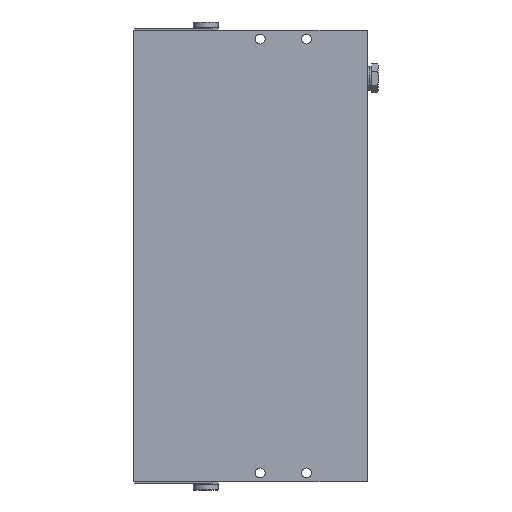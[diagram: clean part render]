
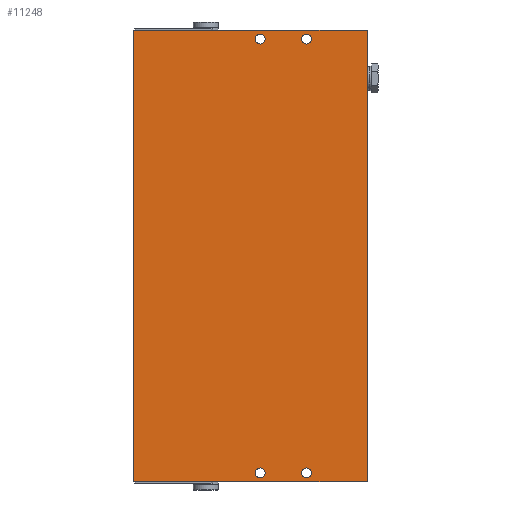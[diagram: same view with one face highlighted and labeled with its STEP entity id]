
A CAD part, front view. The second image highlights one B-rep face of the part: STEP entity #11248.
In plain terms, the highlighted planar face has unit normal (0, -1, 0).
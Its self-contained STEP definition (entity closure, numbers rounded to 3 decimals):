
#801=CIRCLE('',#12361,2.75);
#802=CIRCLE('',#12362,2.75);
#803=CIRCLE('',#12363,2.75);
#804=CIRCLE('',#12364,2.75);
#1686=ORIENTED_EDGE('',*,*,#4527,.T.);
#1687=ORIENTED_EDGE('',*,*,#4528,.T.);
#1688=ORIENTED_EDGE('',*,*,#4529,.T.);
#1689=ORIENTED_EDGE('',*,*,#4530,.T.);
#1690=ORIENTED_EDGE('',*,*,#4531,.T.);
#1691=ORIENTED_EDGE('',*,*,#4532,.F.);
#1692=ORIENTED_EDGE('',*,*,#4424,.F.);
#1693=ORIENTED_EDGE('',*,*,#4057,.T.);
#4057=EDGE_CURVE('',#5480,#5479,#6625,.T.);
#4424=EDGE_CURVE('',#5480,#5845,#6788,.T.);
#4527=EDGE_CURVE('',#5947,#5947,#801,.T.);
#4528=EDGE_CURVE('',#5948,#5948,#802,.T.);
#4529=EDGE_CURVE('',#5949,#5949,#803,.T.);
#4530=EDGE_CURVE('',#5950,#5950,#804,.T.);
#4531=EDGE_CURVE('',#5479,#5951,#6832,.T.);
#4532=EDGE_CURVE('',#5845,#5951,#6833,.T.);
#5479=VERTEX_POINT('',#17259);
#5480=VERTEX_POINT('',#17261);
#5845=VERTEX_POINT('',#17995);
#5947=VERTEX_POINT('',#18204);
#5948=VERTEX_POINT('',#18206);
#5949=VERTEX_POINT('',#18208);
#5950=VERTEX_POINT('',#18210);
#5951=VERTEX_POINT('',#18212);
#6625=LINE('',#17260,#7323);
#6788=LINE('',#17994,#7486);
#6832=LINE('',#18211,#7530);
#6833=LINE('',#18213,#7531);
#7323=VECTOR('',#13584,1000.);
#7486=VECTOR('',#14159,1000.);
#7530=VECTOR('',#14337,1000.);
#7531=VECTOR('',#14338,1000.);
#8245=EDGE_LOOP('',(#1686));
#8246=EDGE_LOOP('',(#1687));
#8247=EDGE_LOOP('',(#1688));
#8248=EDGE_LOOP('',(#1689));
#8249=EDGE_LOOP('',(#1690,#1691,#1692,#1693));
#9649=FACE_BOUND('',#8245,.T.);
#9650=FACE_BOUND('',#8246,.T.);
#9651=FACE_BOUND('',#8247,.T.);
#9652=FACE_BOUND('',#8248,.T.);
#9653=FACE_BOUND('',#8249,.T.);
#10860=PLANE('',#12360);
#11248=ADVANCED_FACE('',(#9649,#9650,#9651,#9652,#9653),#10860,.F.);
#12360=AXIS2_PLACEMENT_3D('',#18202,#14327,#14328);
#12361=AXIS2_PLACEMENT_3D('',#18203,#14329,#14330);
#12362=AXIS2_PLACEMENT_3D('',#18205,#14331,#14332);
#12363=AXIS2_PLACEMENT_3D('',#18207,#14333,#14334);
#12364=AXIS2_PLACEMENT_3D('',#18209,#14335,#14336);
#13584=DIRECTION('',(0.,0.,-1.));
#14159=DIRECTION('',(1.,0.,0.));
#14327=DIRECTION('',(0.,1.,0.));
#14328=DIRECTION('',(0.,0.,1.));
#14329=DIRECTION('',(0.,1.,0.));
#14330=DIRECTION('',(0.,0.,1.));
#14331=DIRECTION('',(0.,1.,0.));
#14332=DIRECTION('',(0.,0.,1.));
#14333=DIRECTION('',(0.,1.,0.));
#14334=DIRECTION('',(0.,0.,1.));
#14335=DIRECTION('',(0.,1.,0.));
#14336=DIRECTION('',(0.,0.,1.));
#14337=DIRECTION('',(1.,0.,0.));
#14338=DIRECTION('',(0.,0.,-1.));
#17259=CARTESIAN_POINT('',(0.,-42.5,0.));
#17260=CARTESIAN_POINT('',(0.,-42.5,253.5));
#17261=CARTESIAN_POINT('',(0.,-42.5,253.5));
#17994=CARTESIAN_POINT('',(0.,-42.5,253.5));
#17995=CARTESIAN_POINT('',(131.,-42.5,253.5));
#18202=CARTESIAN_POINT('',(0.,-42.5,253.5));
#18203=CARTESIAN_POINT('',(60.,-42.5,5.));
#18204=CARTESIAN_POINT('',(60.,-42.5,7.75));
#18205=CARTESIAN_POINT('',(34.,-42.5,248.5));
#18206=CARTESIAN_POINT('',(34.,-42.5,251.25));
#18207=CARTESIAN_POINT('',(60.,-42.5,248.5));
#18208=CARTESIAN_POINT('',(60.,-42.5,251.25));
#18209=CARTESIAN_POINT('',(34.,-42.5,5.));
#18210=CARTESIAN_POINT('',(34.,-42.5,7.75));
#18211=CARTESIAN_POINT('',(0.,-42.5,0.));
#18212=CARTESIAN_POINT('',(131.,-42.5,0.));
#18213=CARTESIAN_POINT('',(131.,-42.5,253.5));
